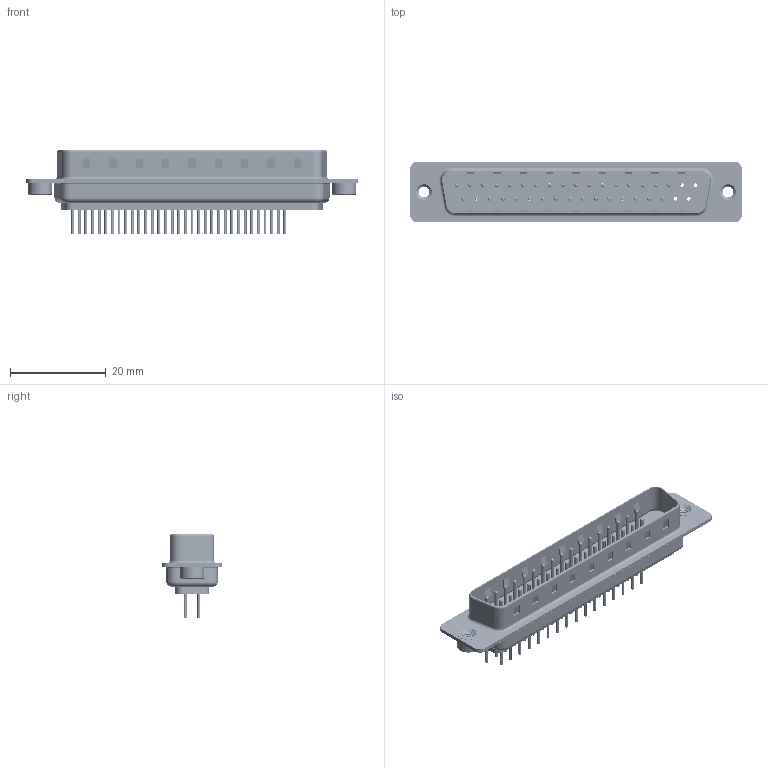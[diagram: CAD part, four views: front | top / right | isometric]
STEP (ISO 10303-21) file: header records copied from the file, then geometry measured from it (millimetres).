
FILE_DESCRIPTION (( 'STEP AP203' ), '1' );
FILE_NAME ('MHDD-37MNS-C1.STEP', '2025-11-12T20:13:01', ( '' ), ( '' ), 'SwSTEP 2.0', 'SolidWorks 2023', '' );
FILE_SCHEMA (( 'CONFIG_CONTROL_DESIGN' ));
Length unit declared in the file: millimetre
Products named in the file (7): MHDD Housing_37 LP; MHDD 4-40 Threaded Standoff BS; MHDD-37MNS-C1; MHDD Shell Rear_37 Contacts; MHDD Shell Front_37 Contacts; MHDD Contact Row 1_20L; MHDD Contact Row 2_20L
Assembly tree (38 placements, depth 2):
  MHDD-37MNS-C1
    MHDD Housing_37 LP
    MHDD Shell Front_37 Contacts
    MHDD Shell Rear_37 Contacts
    MHDD Contact Row 1_20L  x17
    MHDD Contact Row 2_20L  x16
    MHDD 4-40 Threaded Standoff BS  x2
Bounding box: 69.32 x 12.6 x 17.42 mm (x, y, z)
Volume: 3628.2 mm3; surface area: 10231.4 mm2
Topology: 38 solids, 38 shells, 3680 faces, 9612 edges, 5961 vertices
Faces by surface type: cylinder 1384, plane 1003, torus 941, cone 346, bspline 6
Entity records: 29342 total; most frequent: CARTESIAN_POINT 6419, DIRECTION 4779, ORIENTED_EDGE 4226, EDGE_CURVE 2113, AXIS2_PLACEMENT_3D 1881, VERTEX_POINT 1352, EDGE_LOOP 1063, LINE 1017
